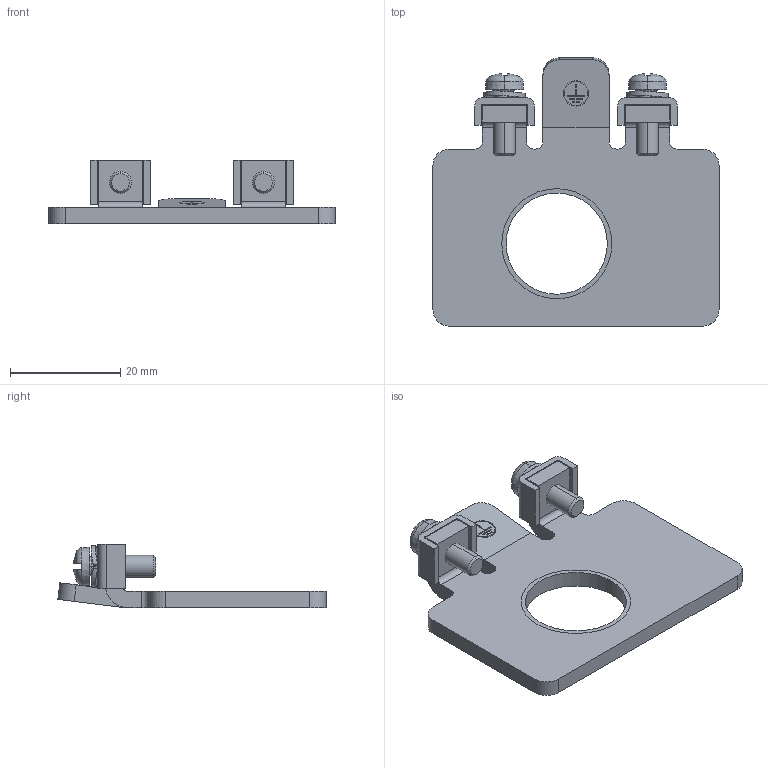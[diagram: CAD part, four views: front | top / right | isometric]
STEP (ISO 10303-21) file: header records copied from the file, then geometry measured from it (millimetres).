
FILE_DESCRIPTION((''),'2;1');
FILE_NAME('05-0105-0415_ERDUNGSPLATTE','2023-09-08T12:27:17',('Beil'),(''),'CREO PARAMETRIC BY PTC INC, 2019030','CREO PARAMETRIC BY PTC INC, 2019030','');
FILE_SCHEMA(('CONFIG_CONTROL_DESIGN','SHAPE_APPEARANCE_LAYERS_GROUPS'));
Length unit declared in the file: millimetre
Products named in the file (1): 05-0105-0415_ERDUNGSPLATTE
Bounding box: 52 x 48.8 x 11.5 mm (x, y, z)
Volume: 6246.9 mm3; surface area: 6190.4 mm2
Topology: 5 solids, 8 shells, 203 faces, 506 edges, 316 vertices
Faces by surface type: plane 107, cylinder 56, bspline 16, torus 12, cone 12
Entity records: 6940 total; most frequent: CARTESIAN_POINT 2098, ORIENTED_EDGE 984, DIRECTION 966, EDGE_CURVE 498, AXIS2_PLACEMENT_3D 340, VERTEX_POINT 316, VECTOR 286, LINE 286
